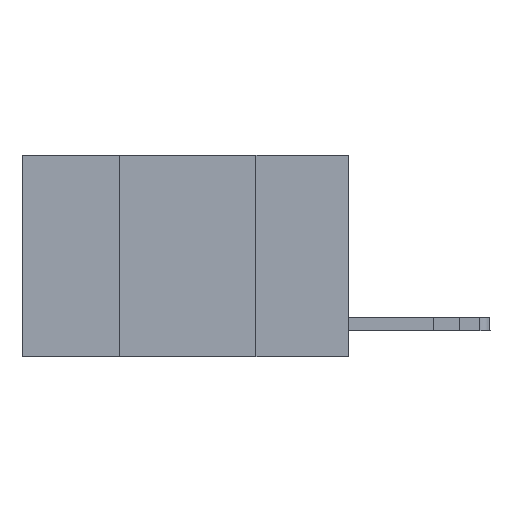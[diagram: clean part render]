
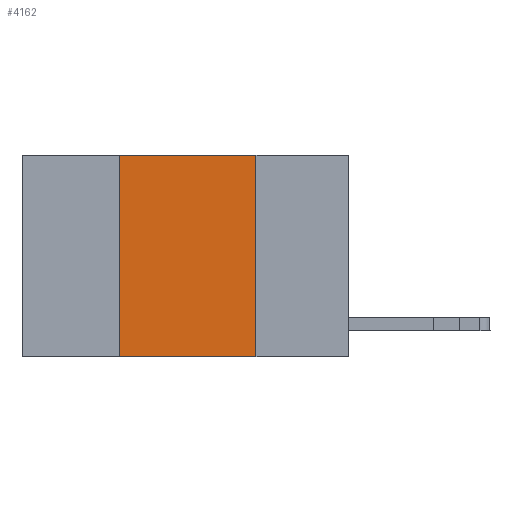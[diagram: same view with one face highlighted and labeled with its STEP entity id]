
A CAD part, left-side view. The second image highlights one B-rep face of the part: STEP entity #4162.
In plain terms, the highlighted planar face has unit normal (-1, 0, 0).
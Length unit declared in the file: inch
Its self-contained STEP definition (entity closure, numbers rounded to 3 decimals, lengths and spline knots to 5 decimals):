
#49 = VECTOR ( 'NONE', #9108, 39.37008 ) ;
#253 = EDGE_CURVE ( 'NONE', #8410, #8215, #1529, .T. ) ;
#481 = LINE ( 'NONE', #4331, #49 ) ;
#636 = CARTESIAN_POINT ( 'NONE',  ( 0., 0.42, 0. ) ) ;
#947 = PLANE ( 'NONE',  #9834 ) ;
#1265 = ORIENTED_EDGE ( 'NONE', *, *, #6023, .F. ) ;
#1310 = DIRECTION ( 'NONE',  ( 0., 0., -1. ) ) ;
#1529 = LINE ( 'NONE', #11174, #7837 ) ;
#1584 = DIRECTION ( 'NONE',  ( 0., -1., 0. ) ) ;
#3134 = CARTESIAN_POINT ( 'NONE',  ( 0., 0.6, 0. ) ) ;
#3908 = EDGE_CURVE ( 'NONE', #8215, #9990, #5539, .T. ) ;
#3982 = VERTEX_POINT ( 'NONE', #10417 ) ;
#4162 = ADVANCED_FACE ( 'NONE', ( #9557 ), #947, .F. ) ;
#4331 = CARTESIAN_POINT ( 'NONE',  ( 0., 0.42, 0. ) ) ;
#4966 = ORIENTED_EDGE ( 'NONE', *, *, #7548, .T. ) ;
#5539 = LINE ( 'NONE', #8137, #11047 ) ;
#6023 = EDGE_CURVE ( 'NONE', #3982, #8410, #481, .T. ) ;
#7378 = LINE ( 'NONE', #12385, #11404 ) ;
#7548 = EDGE_CURVE ( 'NONE', #3982, #9990, #7378, .T. ) ;
#7837 = VECTOR ( 'NONE', #1584, 39.37008 ) ;
#7916 = ORIENTED_EDGE ( 'NONE', *, *, #253, .F. ) ;
#8137 = CARTESIAN_POINT ( 'NONE',  ( 0., 0.17, 0. ) ) ;
#8196 = DIRECTION ( 'NONE',  ( 0., 0., -1. ) ) ;
#8215 = VERTEX_POINT ( 'NONE', #11472 ) ;
#8410 = VERTEX_POINT ( 'NONE', #636 ) ;
#8587 = ORIENTED_EDGE ( 'NONE', *, *, #3908, .F. ) ;
#9108 = DIRECTION ( 'NONE',  ( 0., 0., 1. ) ) ;
#9530 = DIRECTION ( 'NONE',  ( 0., -1., 0. ) ) ;
#9557 = FACE_OUTER_BOUND ( 'NONE', #11268, .T. ) ;
#9834 = AXIS2_PLACEMENT_3D ( 'NONE', #3134, #9929, #1310 ) ;
#9929 = DIRECTION ( 'NONE',  ( 1., 0., 0. ) ) ;
#9990 = VERTEX_POINT ( 'NONE', #11717 ) ;
#10417 = CARTESIAN_POINT ( 'NONE',  ( 0., 0.42, -0.37 ) ) ;
#11047 = VECTOR ( 'NONE', #8196, 39.37008 ) ;
#11174 = CARTESIAN_POINT ( 'NONE',  ( 0., 0.6, 0. ) ) ;
#11268 = EDGE_LOOP ( 'NONE', ( #8587, #7916, #1265, #4966 ) ) ;
#11404 = VECTOR ( 'NONE', #9530, 39.37008 ) ;
#11472 = CARTESIAN_POINT ( 'NONE',  ( 0., 0.17, 0. ) ) ;
#11717 = CARTESIAN_POINT ( 'NONE',  ( 0., 0.17, -0.37 ) ) ;
#12385 = CARTESIAN_POINT ( 'NONE',  ( 0., 0.6, -0.37 ) ) ;
